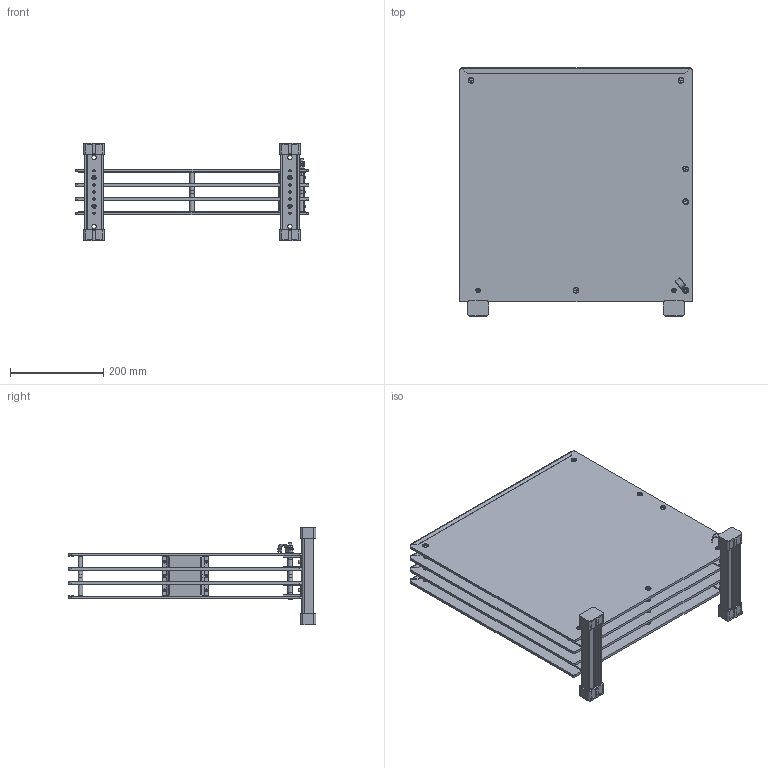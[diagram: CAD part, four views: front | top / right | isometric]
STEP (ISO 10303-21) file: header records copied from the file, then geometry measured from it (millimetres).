
FILE_DESCRIPTION(('STEP AP203'), '1');
FILE_NAME('ÏÈÝÍ-1,6-220-50Ãö-Ò6-4-5.stp', '2021-12-14T05:08:16', ($), ($), 'ASCON STEP Converter 1.3', 'Kompas 3D', '');
FILE_SCHEMA(('CONFIG_CONTROL_DESIGN','SUPPORT_RESOURCE_SCHEMA'));
Length unit declared in the file: millimetre
Products named in the file (27): 1; 2; 3; 4; 5; 6; 7; 8; 9; 10; 11; 12; 13; 14; 15; 16; 17; 18; 19; 20; 21; 22; 23; 24; 25; 26; 27
Assembly tree (74 placements, depth 3):
  1
    2
    3  x10
    4  x6
    5  x4
    6  x2
    7  x2
    8  x3
    9  x2
    10
    11
    12  x3
    13  x6
    14
      15
      16
      17
    18
      15
      16
      17
    19  x4
    20  x4
    21  x4
    22  x4
    23
    24  x4
    25
    26
    27  x2
Bounding box: 500 x 531.55 x 210 mm (x, y, z)
Volume: 5757913 mm3; surface area: 2375855.2 mm2
Topology: 72 solids, 112 shells, 1319 faces, 2714 edges, 1642 vertices
Faces by surface type: plane 792, cylinder 394, cone 91, torus 14, sphere 12, revolution 8, bspline 8
Full cylindrical faces by diameter (mm): 1 x6, 2 x8, 3 x6, 3.5 x12, 4.8 x8, 4.92 x2, 5 x26, 6 x16, 6.4 x25, 7 x10, 9 x4, 9.4 x8, 10 x15, 11 x10, 12 x4, 14 x1
Entity records: 17207 total; most frequent: CARTESIAN_POINT 2692, DIRECTION 2312, ORIENTED_EDGE 1972, EDGE_CURVE 986, AXIS2_PLACEMENT_3D 856, VERTEX_POINT 614, LINE 598, VECTOR 598
